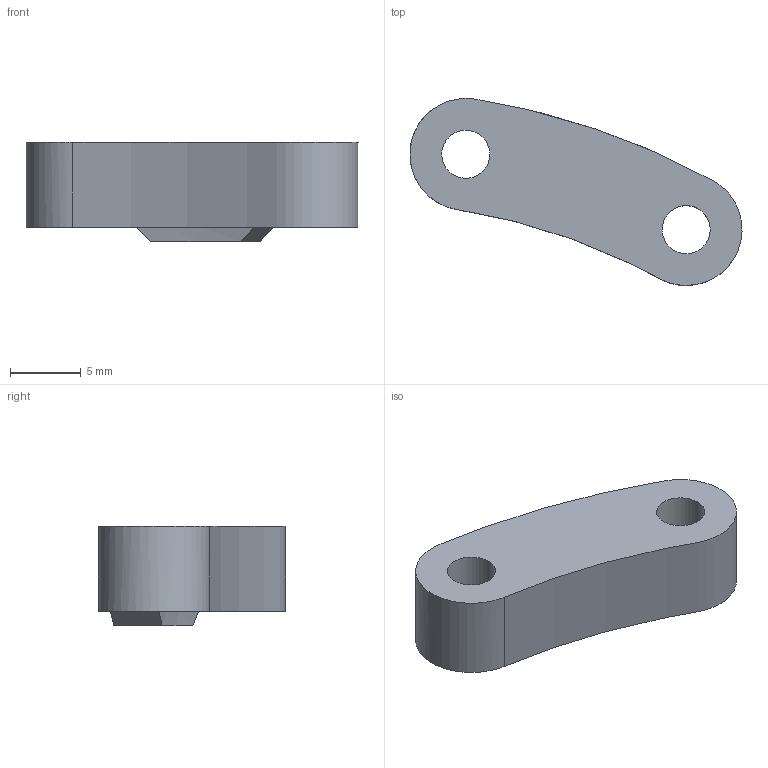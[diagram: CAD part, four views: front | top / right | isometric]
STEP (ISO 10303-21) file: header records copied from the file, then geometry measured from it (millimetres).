
FILE_DESCRIPTION(/* description */ (''),/* implementation_level */ '2;1');
FILE_NAME(/* name */ '27_OF reMix_Cable Fixer_2311',/* time_stamp */ '2023-12-12T07:41:54+01:00',/* author */ (''),/* organization */ (''),/* preprocessor_version */ 'ST-DEVELOPER v16.5',/* originating_system */ 'Rhino 7.28',/* authorisation */ '');
FILE_SCHEMA (('CONFIG_CONTROL_DESIGN'));
Length unit declared in the file: millimetre
Products named in the file (1): Document
Bounding box: 23.47 x 13.22 x 7 mm (x, y, z)
Volume: 993.9 mm3; surface area: 815.9 mm2
Topology: 1 solids, 1 shells, 12 faces, 32 edges, 22 vertices
Faces by surface type: plane 5, cylinder 5, bspline 2
Entity records: 528 total; most frequent: CARTESIAN_POINT 232, ORIENTED_EDGE 64, EDGE_CURVE 32, VERTEX_POINT 22, EDGE_LOOP 16, DIRECTION 14, ADVANCED_FACE 12, FACE_OUTER_BOUND 12
